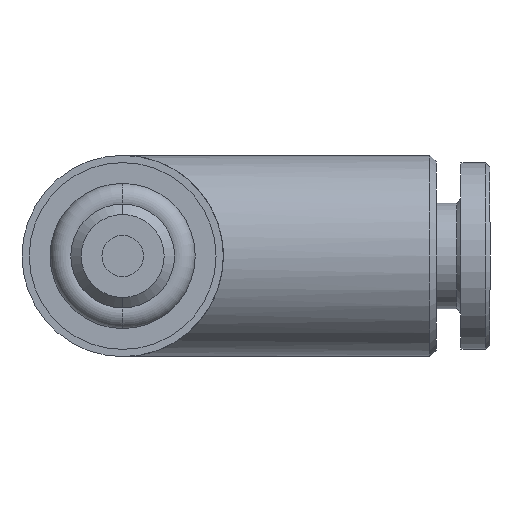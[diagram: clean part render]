
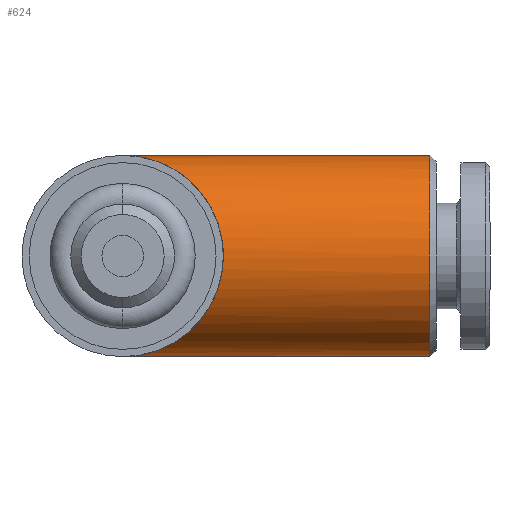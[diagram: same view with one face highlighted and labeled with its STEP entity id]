
A CAD part, front view. The second image highlights one B-rep face of the part: STEP entity #624.
In plain terms, the highlighted cylindrical face has radius 4.85 mm (diameter 9.7 mm), a partial arc.
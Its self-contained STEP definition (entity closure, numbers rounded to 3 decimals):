
#489 = VERTEX_POINT ( 'NONE', #1931 ) ;
#529 = EDGE_CURVE ( 'NONE', #557, #538, #2006, .T. ) ;
#538 = VERTEX_POINT ( 'NONE', #2078 ) ;
#557 = VERTEX_POINT ( 'NONE', #2074 ) ;
#561 = EDGE_CURVE ( 'NONE', #567, #489, #2097, .T. ) ;
#567 = VERTEX_POINT ( 'NONE', #2121 ) ;
#605 = EDGE_LOOP ( 'NONE', ( #606, #607, #609, #669 ) ) ;
#606 = ORIENTED_EDGE ( 'NONE', *, *, #561, .F. ) ;
#607 = ORIENTED_EDGE ( 'NONE', *, *, #608, .T. ) ;
#608 = EDGE_CURVE ( 'NONE', #567, #557, #2383, .T. ) ;
#609 = ORIENTED_EDGE ( 'NONE', *, *, #529, .T. ) ;
#624 = ADVANCED_FACE ( 'NONE', ( #2371 ), #2166, .T. ) ;
#631 = EDGE_CURVE ( 'NONE', #538, #489, #2171, .T. ) ;
#669 = ORIENTED_EDGE ( 'NONE', *, *, #631, .T. ) ;
#1931 = CARTESIAN_POINT ( 'NONE',  ( 0., 12., -4.85 ) ) ;
#2006 = LINE ( 'NONE', #2014, #2013 ) ;
#2012 = DIRECTION ( 'NONE',  ( -1., 0., 0. ) ) ;
#2013 = VECTOR ( 'NONE', #2012, 1000. ) ;
#2014 = CARTESIAN_POINT ( 'NONE',  ( -5.577, 12., 4.85 ) ) ;
#2074 = CARTESIAN_POINT ( 'NONE',  ( 14.8, 12., 4.85 ) ) ;
#2078 = CARTESIAN_POINT ( 'NONE',  ( 0., 12., 4.85 ) ) ;
#2093 = VECTOR ( 'NONE', #2095, 1000. ) ;
#2095 = DIRECTION ( 'NONE',  ( -1., 0., 0. ) ) ;
#2096 = CARTESIAN_POINT ( 'NONE',  ( -5.577, 12., -4.85 ) ) ;
#2097 = LINE ( 'NONE', #2096, #2093 ) ;
#2121 = CARTESIAN_POINT ( 'NONE',  ( 14.8, 12., -4.85 ) ) ;
#2160 = DIRECTION ( 'NONE',  ( 0., 0., 1. ) ) ;
#2161 = CARTESIAN_POINT ( 'NONE',  ( -5.577, 12., 0. ) ) ;
#2164 = DIRECTION ( 'NONE',  ( -1., 0., 0. ) ) ;
#2165 = AXIS2_PLACEMENT_3D ( 'NONE', #2161, #2164, #2160 ) ;
#2166 = CYLINDRICAL_SURFACE ( 'NONE', #2165, 4.85 ) ;
#2169 = CARTESIAN_POINT ( 'NONE',  ( 9.7, 2.3, 4.85 ) ) ;
#2170 = CARTESIAN_POINT ( 'NONE',  ( 0., 12., 4.85 ) ) ;
#2171 =( BOUNDED_CURVE ( )  B_SPLINE_CURVE ( 3, ( #2170, #2169, #2173, #2172 ),
 .UNSPECIFIED., .F., .T. ) 
 B_SPLINE_CURVE_WITH_KNOTS ( ( 4, 4 ),
 ( 4.712, 7.854 ),
 .UNSPECIFIED. ) 
 CURVE ( )  GEOMETRIC_REPRESENTATION_ITEM ( )  RATIONAL_B_SPLINE_CURVE ( ( 1., 0.333, 0.333, 1. ) ) 
 REPRESENTATION_ITEM ( '' )  );
#2172 = CARTESIAN_POINT ( 'NONE',  ( 0., 12., -4.85 ) ) ;
#2173 = CARTESIAN_POINT ( 'NONE',  ( 9.7, 2.3, -4.85 ) ) ;
#2355 = DIRECTION ( 'NONE',  ( -1., 0., 0. ) ) ;
#2356 = CARTESIAN_POINT ( 'NONE',  ( 14.8, 12., 0. ) ) ;
#2357 = AXIS2_PLACEMENT_3D ( 'NONE', #2356, #2355, #2377 ) ;
#2371 = FACE_OUTER_BOUND ( 'NONE', #605, .T. ) ;
#2377 = DIRECTION ( 'NONE',  ( 0., 0., 1. ) ) ;
#2383 = CIRCLE ( 'NONE', #2357, 4.85 ) ;
